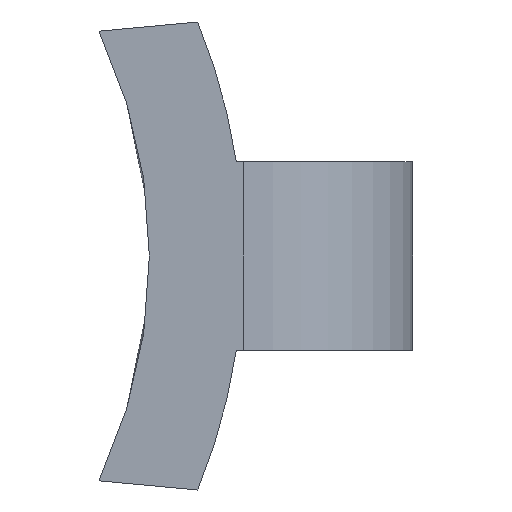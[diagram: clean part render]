
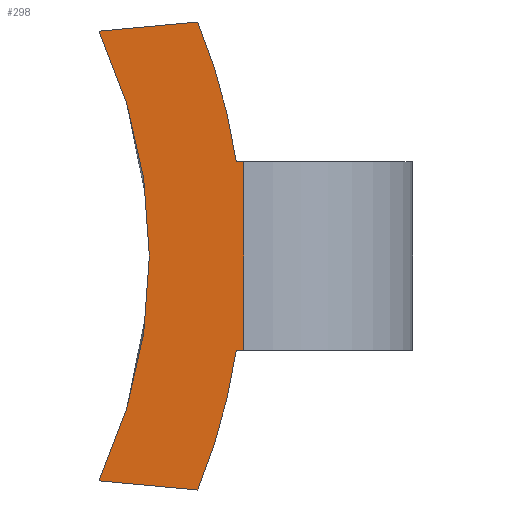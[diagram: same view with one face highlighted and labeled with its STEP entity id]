
A CAD part, front view. The second image highlights one B-rep face of the part: STEP entity #298.
In plain terms, the highlighted planar face has unit normal (0, -1, 0).
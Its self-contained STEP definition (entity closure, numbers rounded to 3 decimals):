
#24=PLANE('',#346);
#40=FACE_OUTER_BOUND('',#58,.T.);
#58=EDGE_LOOP('',(#251,#252,#253,#254,#255,#256,#257,#258));
#66=LINE('',#522,#88);
#70=LINE('',#531,#92);
#77=LINE('',#556,#99);
#81=LINE('',#565,#103);
#84=LINE('',#572,#106);
#88=VECTOR('',#370,10.);
#92=VECTOR('',#378,10.);
#99=VECTOR('',#401,10.);
#103=VECTOR('',#411,10.);
#106=VECTOR('',#420,10.);
#116=CIRCLE('',#339,14.);
#117=CIRCLE('',#342,16.5);
#118=CIRCLE('',#345,16.5);
#125=VERTEX_POINT('',#515);
#128=VERTEX_POINT('',#520);
#131=VERTEX_POINT('',#530);
#140=VERTEX_POINT('',#554);
#141=VERTEX_POINT('',#555);
#142=VERTEX_POINT('',#560);
#143=VERTEX_POINT('',#564);
#144=VERTEX_POINT('',#570);
#156=EDGE_CURVE('',#128,#125,#66,.T.);
#160=EDGE_CURVE('',#125,#131,#70,.T.);
#172=EDGE_CURVE('',#140,#141,#77,.T.);
#175=EDGE_CURVE('',#142,#140,#116,.T.);
#177=EDGE_CURVE('',#143,#142,#81,.T.);
#179=EDGE_CURVE('',#131,#143,#117,.T.);
#181=EDGE_CURVE('',#144,#128,#84,.T.);
#182=EDGE_CURVE('',#141,#144,#118,.T.);
#251=ORIENTED_EDGE('',*,*,#156,.F.);
#252=ORIENTED_EDGE('',*,*,#181,.F.);
#253=ORIENTED_EDGE('',*,*,#182,.F.);
#254=ORIENTED_EDGE('',*,*,#172,.F.);
#255=ORIENTED_EDGE('',*,*,#175,.F.);
#256=ORIENTED_EDGE('',*,*,#177,.F.);
#257=ORIENTED_EDGE('',*,*,#179,.F.);
#258=ORIENTED_EDGE('',*,*,#160,.F.);
#298=ADVANCED_FACE('',(#40),#24,.F.);
#339=AXIS2_PLACEMENT_3D('',#561,#406,#407);
#342=AXIS2_PLACEMENT_3D('',#568,#415,#416);
#345=AXIS2_PLACEMENT_3D('',#574,#423,#424);
#346=AXIS2_PLACEMENT_3D('',#575,#425,#426);
#370=DIRECTION('',(0.,0.,-1.));
#378=DIRECTION('',(-1.,0.,0.));
#401=DIRECTION('',(0.996,0.,0.092));
#406=DIRECTION('center_axis',(0.,-1.,0.));
#407=DIRECTION('ref_axis',(-1.,0.,0.));
#411=DIRECTION('',(-0.996,0.,0.092));
#415=DIRECTION('center_axis',(0.,1.,0.));
#416=DIRECTION('ref_axis',(0.988,0.,-0.152));
#420=DIRECTION('',(1.,0.,0.));
#423=DIRECTION('center_axis',(0.,1.,0.));
#424=DIRECTION('ref_axis',(0.926,0.,0.377));
#425=DIRECTION('center_axis',(0.,1.,0.));
#426=DIRECTION('ref_axis',(0.,0.,1.));
#515=CARTESIAN_POINT('',(3.837,0.,-2.502));
#520=CARTESIAN_POINT('',(3.837,0.,2.502));
#522=CARTESIAN_POINT('',(3.837,0.,1.251));
#530=CARTESIAN_POINT('',(3.646,0.,-2.502));
#531=CARTESIAN_POINT('',(8.337,0.,-2.502));
#554=CARTESIAN_POINT('',(0.,0.,5.971));
#555=CARTESIAN_POINT('',(2.623,0.,6.213));
#556=CARTESIAN_POINT('',(0.,0.,5.971));
#560=CARTESIAN_POINT('',(0.,0.,-5.971));
#561=CARTESIAN_POINT('Origin',(-12.663,0.,0.));
#564=CARTESIAN_POINT('',(2.623,0.,-6.213));
#565=CARTESIAN_POINT('',(2.623,0.,-6.213));
#568=CARTESIAN_POINT('Origin',(-12.663,0.,0.));
#570=CARTESIAN_POINT('',(3.646,0.,2.502));
#572=CARTESIAN_POINT('',(3.646,0.,2.502));
#574=CARTESIAN_POINT('Origin',(-12.663,0.,0.));
#575=CARTESIAN_POINT('Origin',(4.169,0.,0.));
